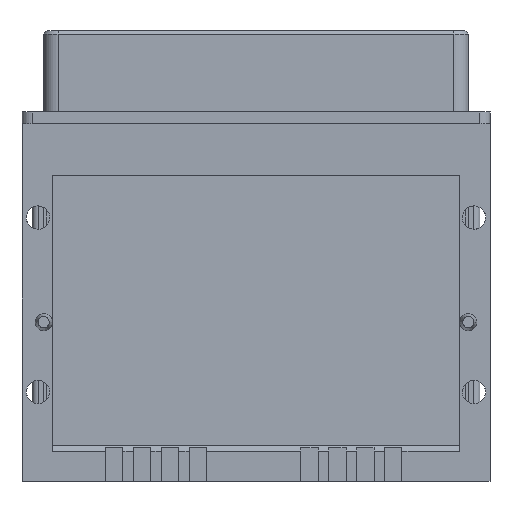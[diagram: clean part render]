
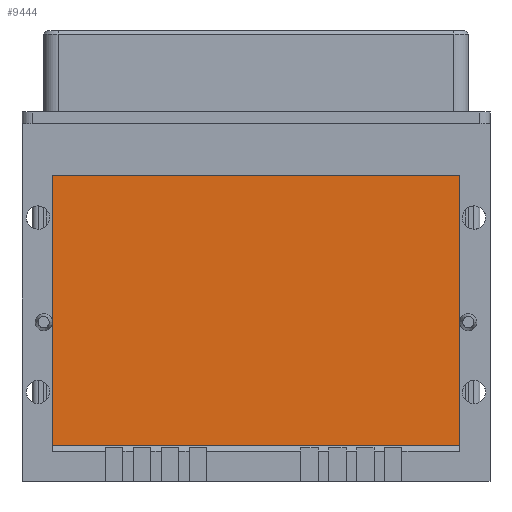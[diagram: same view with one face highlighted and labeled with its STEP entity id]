
A CAD part, front view. The second image highlights one B-rep face of the part: STEP entity #9444.
In plain terms, the highlighted planar face has unit normal (0, -1, 0).
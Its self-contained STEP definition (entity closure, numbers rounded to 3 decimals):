
#3423=DIRECTION('',(0.,0.,1.));
#3424=VECTOR('',#3423,23.17);
#3425=CARTESIAN_POINT('',(-17.52,-1.97,-35.66));
#3426=LINE('',#3425,#3424);
#3451=DIRECTION('',(0.,0.,-1.));
#3452=VECTOR('',#3451,23.17);
#3453=CARTESIAN_POINT('',(17.52,-1.97,-12.49));
#3454=LINE('',#3453,#3452);
#3459=DIRECTION('',(-1.,0.,0.));
#3460=VECTOR('',#3459,35.04);
#3461=CARTESIAN_POINT('',(17.52,-1.97,-35.66));
#3462=LINE('',#3461,#3460);
#3463=DIRECTION('',(-1.,0.,0.));
#3464=VECTOR('',#3463,35.04);
#3465=CARTESIAN_POINT('',(17.52,-1.97,-12.49));
#3466=LINE('',#3465,#3464);
#4615=CARTESIAN_POINT('',(-17.52,-1.97,-35.66));
#4616=CARTESIAN_POINT('',(-17.52,-1.97,-12.49));
#4617=VERTEX_POINT('',#4615);
#4618=VERTEX_POINT('',#4616);
#4621=CARTESIAN_POINT('',(17.52,-1.97,-12.49));
#4622=CARTESIAN_POINT('',(17.52,-1.97,-35.66));
#4623=VERTEX_POINT('',#4621);
#4624=VERTEX_POINT('',#4622);
#9433=CARTESIAN_POINT('',(-17.52,-1.97,-12.49));
#9434=DIRECTION('',(0.,1.,0.));
#9435=DIRECTION('',(0.,0.,-1.));
#9436=AXIS2_PLACEMENT_3D('',#9433,#9434,#9435);
#9437=PLANE('',#9436);
#9438=ORIENTED_EDGE('',*,*,#9383,.T.);
#9439=ORIENTED_EDGE('',*,*,#9399,.F.);
#9440=ORIENTED_EDGE('',*,*,#9414,.T.);
#9441=ORIENTED_EDGE('',*,*,#9426,.T.);
#9442=EDGE_LOOP('',(#9438,#9439,#9440,#9441));
#9443=FACE_OUTER_BOUND('',#9442,.F.);
#9444=ADVANCED_FACE('',(#9443),#9437,.F.);
#9383=EDGE_CURVE('',#4617,#4618,#3426,.T.);
#9399=EDGE_CURVE('',#4623,#4618,#3466,.T.);
#9414=EDGE_CURVE('',#4623,#4624,#3454,.T.);
#9426=EDGE_CURVE('',#4624,#4617,#3462,.T.);
